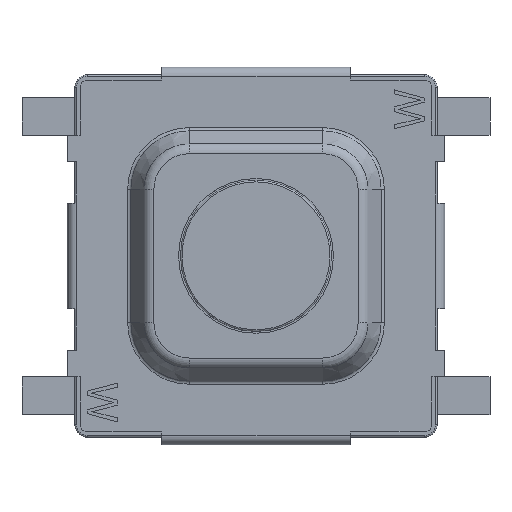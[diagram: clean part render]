
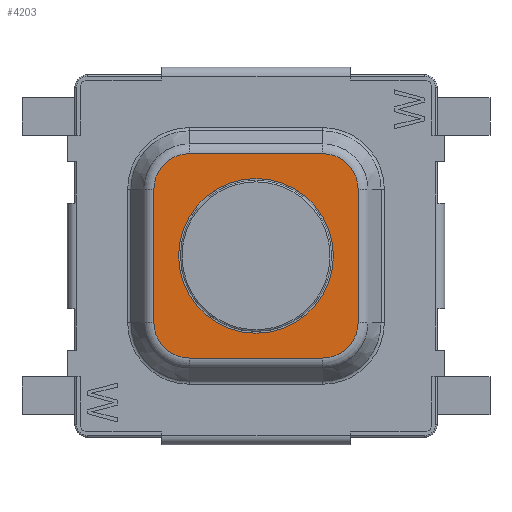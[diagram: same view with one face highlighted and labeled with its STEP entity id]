
A CAD part, top view. The second image highlights one B-rep face of the part: STEP entity #4203.
In plain terms, the highlighted planar face has unit normal (0, 0, 1).
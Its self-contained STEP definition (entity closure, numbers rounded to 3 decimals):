
#271=CIRCLE('',#5727,1.025);
#272=CIRCLE('',#5728,0.471);
#273=CIRCLE('',#5729,0.471);
#274=CIRCLE('',#5730,0.471);
#275=CIRCLE('',#5731,0.471);
#1169=ORIENTED_EDGE('',*,*,#2006,.F.);
#1170=ORIENTED_EDGE('',*,*,#2007,.T.);
#1171=ORIENTED_EDGE('',*,*,#2008,.T.);
#1172=ORIENTED_EDGE('',*,*,#2009,.T.);
#1173=ORIENTED_EDGE('',*,*,#2010,.T.);
#1174=ORIENTED_EDGE('',*,*,#2011,.T.);
#1175=ORIENTED_EDGE('',*,*,#2012,.T.);
#1176=ORIENTED_EDGE('',*,*,#2013,.T.);
#1177=ORIENTED_EDGE('',*,*,#2014,.T.);
#2006=EDGE_CURVE('',#2473,#2473,#271,.T.);
#2007=EDGE_CURVE('',#2474,#2475,#2890,.F.);
#2008=EDGE_CURVE('',#2475,#2476,#272,.T.);
#2009=EDGE_CURVE('',#2476,#2477,#2891,.F.);
#2010=EDGE_CURVE('',#2477,#2478,#273,.T.);
#2011=EDGE_CURVE('',#2478,#2479,#2892,.F.);
#2012=EDGE_CURVE('',#2479,#2480,#274,.T.);
#2013=EDGE_CURVE('',#2480,#2481,#2893,.F.);
#2014=EDGE_CURVE('',#2481,#2474,#275,.T.);
#2473=VERTEX_POINT('',#8073);
#2474=VERTEX_POINT('',#8075);
#2475=VERTEX_POINT('',#8076);
#2476=VERTEX_POINT('',#8078);
#2477=VERTEX_POINT('',#8080);
#2478=VERTEX_POINT('',#8082);
#2479=VERTEX_POINT('',#8084);
#2480=VERTEX_POINT('',#8086);
#2481=VERTEX_POINT('',#8088);
#2890=LINE('',#8074,#3318);
#2891=LINE('',#8079,#3319);
#2892=LINE('',#8083,#3320);
#2893=LINE('',#8087,#3321);
#3318=VECTOR('',#6699,1000.);
#3319=VECTOR('',#6702,1000.);
#3320=VECTOR('',#6705,1000.);
#3321=VECTOR('',#6708,1000.);
#3558=EDGE_LOOP('',(#1169));
#3559=EDGE_LOOP('',(#1170,#1171,#1172,#1173,#1174,#1175,#1176,#1177));
#3808=FACE_BOUND('',#3558,.T.);
#3809=FACE_BOUND('',#3559,.T.);
#4006=PLANE('',#5726);
#4203=ADVANCED_FACE('',(#3808,#3809),#4006,.T.);
#5726=AXIS2_PLACEMENT_3D('',#8071,#6695,#6696);
#5727=AXIS2_PLACEMENT_3D('',#8072,#6697,#6698);
#5728=AXIS2_PLACEMENT_3D('',#8077,#6700,#6701);
#5729=AXIS2_PLACEMENT_3D('',#8081,#6703,#6704);
#5730=AXIS2_PLACEMENT_3D('',#8085,#6706,#6707);
#5731=AXIS2_PLACEMENT_3D('',#8089,#6709,#6710);
#6695=DIRECTION('',(0.,0.,1.));
#6696=DIRECTION('',(1.,0.,0.));
#6697=DIRECTION('',(0.,0.,1.));
#6698=DIRECTION('',(1.,0.,0.));
#6699=DIRECTION('',(-1.,0.,0.));
#6700=DIRECTION('',(0.,0.,1.));
#6701=DIRECTION('',(1.,0.,0.));
#6702=DIRECTION('',(0.,-1.,0.));
#6703=DIRECTION('',(0.,0.,1.));
#6704=DIRECTION('',(1.,0.,0.));
#6705=DIRECTION('',(1.,0.,0.));
#6706=DIRECTION('',(0.,0.,1.));
#6707=DIRECTION('',(1.,0.,0.));
#6708=DIRECTION('',(0.,1.,0.));
#6709=DIRECTION('',(0.,0.,1.));
#6710=DIRECTION('',(1.,0.,0.));
#8071=CARTESIAN_POINT('',(-0.882,0.882,1.2));
#8072=CARTESIAN_POINT('',(0.,0.,1.2));
#8073=CARTESIAN_POINT('',(1.025,0.,1.2));
#8074=CARTESIAN_POINT('',(0.882,-1.354,1.2));
#8075=CARTESIAN_POINT('',(-0.882,-1.354,1.2));
#8076=CARTESIAN_POINT('',(0.882,-1.354,1.2));
#8077=CARTESIAN_POINT('',(0.882,-0.882,1.2));
#8078=CARTESIAN_POINT('',(1.354,-0.882,1.2));
#8079=CARTESIAN_POINT('',(1.354,0.882,1.2));
#8080=CARTESIAN_POINT('',(1.354,0.882,1.2));
#8081=CARTESIAN_POINT('',(0.882,0.882,1.2));
#8082=CARTESIAN_POINT('',(0.882,1.354,1.2));
#8083=CARTESIAN_POINT('',(-0.882,1.354,1.2));
#8084=CARTESIAN_POINT('',(-0.882,1.354,1.2));
#8085=CARTESIAN_POINT('',(-0.882,0.882,1.2));
#8086=CARTESIAN_POINT('',(-1.354,0.882,1.2));
#8087=CARTESIAN_POINT('',(-1.354,-0.882,1.2));
#8088=CARTESIAN_POINT('',(-1.354,-0.882,1.2));
#8089=CARTESIAN_POINT('',(-0.882,-0.882,1.2));
